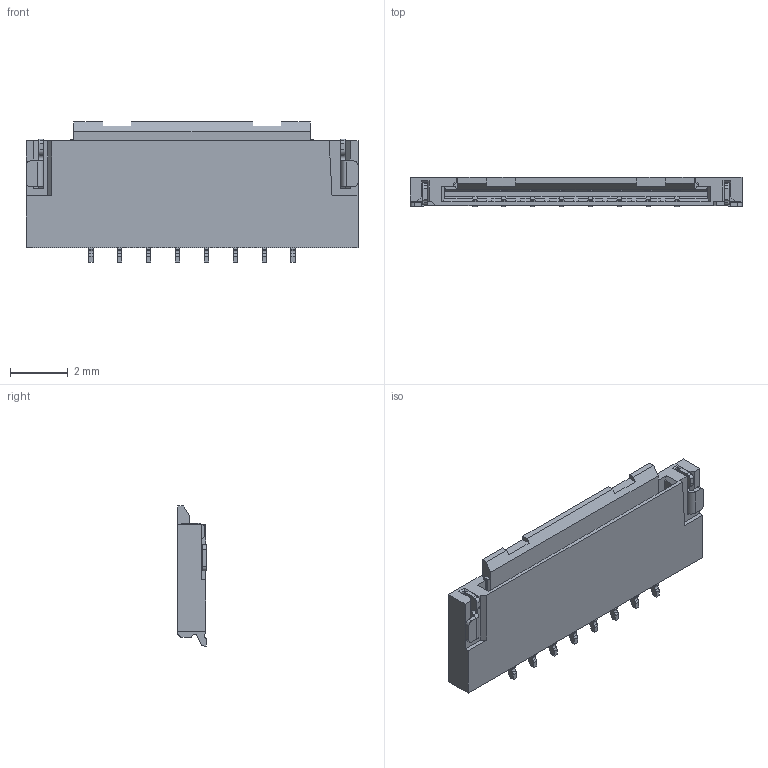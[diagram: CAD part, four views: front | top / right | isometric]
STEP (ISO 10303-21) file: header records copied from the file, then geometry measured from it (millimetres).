
FILE_DESCRIPTION((''),'2;1');
FILE_NAME('S-52507-008XX-XXX','2019-01-09T',('t00382'),(''),'PRO/ENGINEER BY PARAMETRIC TECHNOLOGY CORPORATION, 2011490','PRO/ENGINEER BY PARAMETRIC TECHNOLOGY CORPORATION, 2011490','');
FILE_SCHEMA(('AUTOMOTIVE_DESIGN { 1 0 10303 214 1 1 1 1 }'));
Length unit declared in the file: millimetre
Products named in the file (1): S-52507-008XX-XXX
Bounding box: 11.5 x 1 x 4.85 mm (x, y, z)
Volume: 28.9 mm3; surface area: 242.3 mm2
Topology: 1 solids, 1 shells, 1104 faces, 3346 edges, 2212 vertices
Faces by surface type: plane 801, cylinder 303
Entity records: 42746 total; most frequent: CARTESIAN_POINT 6824, ORIENTED_EDGE 6602, DIRECTION 6026, EDGE_CURVE 3301, VECTOR 2704, LINE 2704, VERTEX_POINT 2162, AXIS2_PLACEMENT_3D 1661
